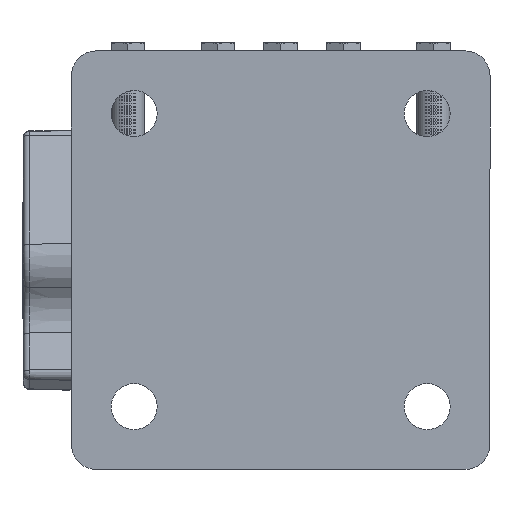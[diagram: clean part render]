
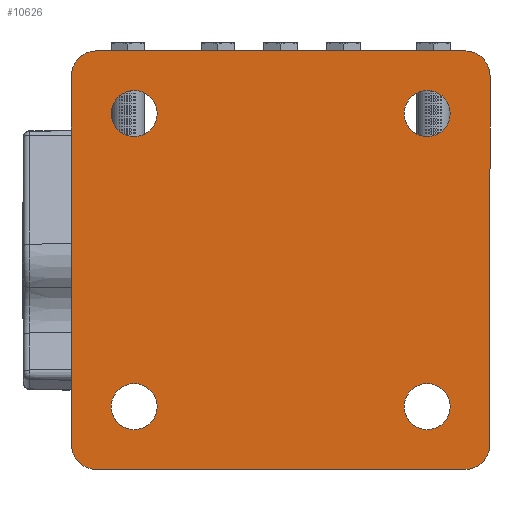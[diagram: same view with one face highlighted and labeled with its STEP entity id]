
A CAD part, front view. The second image highlights one B-rep face of the part: STEP entity #10626.
In plain terms, the highlighted planar face has unit normal (0, -1, 0).
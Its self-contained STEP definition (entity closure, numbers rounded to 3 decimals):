
#413 = EDGE_CURVE ( 'NONE', #4577, #3339, #12529, .T. ) ;
#424 = DIRECTION ( 'NONE',  ( 0., 0., 1. ) ) ;
#683 = DIRECTION ( 'NONE',  ( 0., 0., 1. ) ) ;
#777 = VERTEX_POINT ( 'NONE', #3617 ) ;
#827 = CARTESIAN_POINT ( 'NONE',  ( 44., 0., -50. ) ) ;
#835 = ORIENTED_EDGE ( 'NONE', *, *, #23370, .T. ) ;
#875 = AXIS2_PLACEMENT_3D ( 'NONE', #30314, #5354, #683 ) ;
#965 = EDGE_CURVE ( 'NONE', #24056, #21820, #27110, .T. ) ;
#967 = ORIENTED_EDGE ( 'NONE', *, *, #10208, .T. ) ;
#1256 = EDGE_CURVE ( 'NONE', #28414, #30798, #19060, .T. ) ;
#1332 = AXIS2_PLACEMENT_3D ( 'NONE', #6947, #29005, #16759 ) ;
#1454 = DIRECTION ( 'NONE',  ( 0., 0., 1. ) ) ;
#1582 = ORIENTED_EDGE ( 'NONE', *, *, #965, .F. ) ;
#1637 = PLANE ( 'NONE',  #1332 ) ;
#1772 = DIRECTION ( 'NONE',  ( 0., -1., 0. ) ) ;
#1876 = EDGE_CURVE ( 'NONE', #21167, #30798, #12094, .T. ) ;
#1994 = ORIENTED_EDGE ( 'NONE', *, *, #10533, .T. ) ;
#2751 = ORIENTED_EDGE ( 'NONE', *, *, #5807, .T. ) ;
#2857 = VECTOR ( 'NONE', #18881, 1000. ) ;
#2871 = EDGE_CURVE ( 'NONE', #777, #24768, #11291, .T. ) ;
#3102 = ORIENTED_EDGE ( 'NONE', *, *, #19019, .T. ) ;
#3339 = VERTEX_POINT ( 'NONE', #21696 ) ;
#3617 = CARTESIAN_POINT ( 'NONE',  ( -50., 0., -44. ) ) ;
#4169 = CARTESIAN_POINT ( 'NONE',  ( -44., 0., -44. ) ) ;
#4246 = CARTESIAN_POINT ( 'NONE',  ( -50., 0., 50. ) ) ;
#4487 = ORIENTED_EDGE ( 'NONE', *, *, #6518, .T. ) ;
#4577 = VERTEX_POINT ( 'NONE', #26386 ) ;
#4583 = VERTEX_POINT ( 'NONE', #19110 ) ;
#5354 = DIRECTION ( 'NONE',  ( 0., 1., 0. ) ) ;
#5462 = VECTOR ( 'NONE', #13493, 1000. ) ;
#5807 = EDGE_CURVE ( 'NONE', #24056, #16168, #30016, .T. ) ;
#6517 = ORIENTED_EDGE ( 'NONE', *, *, #1256, .F. ) ;
#6518 = EDGE_CURVE ( 'NONE', #15137, #30943, #23466, .T. ) ;
#6648 = CARTESIAN_POINT ( 'NONE',  ( 35., 0., -35. ) ) ;
#6947 = CARTESIAN_POINT ( 'NONE',  ( 0., 0., 0. ) ) ;
#7311 = CARTESIAN_POINT ( 'NONE',  ( -44., 0., 44. ) ) ;
#7359 = CIRCLE ( 'NONE', #31685, 5.5 ) ;
#8057 = ORIENTED_EDGE ( 'NONE', *, *, #31265, .T. ) ;
#8080 = DIRECTION ( 'NONE',  ( 0., 1., 0. ) ) ;
#8328 = EDGE_CURVE ( 'NONE', #10744, #11049, #12212, .T. ) ;
#8541 = ORIENTED_EDGE ( 'NONE', *, *, #8328, .T. ) ;
#9167 = ORIENTED_EDGE ( 'NONE', *, *, #17301, .F. ) ;
#9438 = DIRECTION ( 'NONE',  ( 0., 0., 1. ) ) ;
#10025 = EDGE_LOOP ( 'NONE', ( #22526, #14487, #9167, #11790, #6517, #8057, #1582, #2751 ) ) ;
#10082 = VERTEX_POINT ( 'NONE', #22197 ) ;
#10188 = EDGE_LOOP ( 'NONE', ( #835, #967 ) ) ;
#10208 = EDGE_CURVE ( 'NONE', #4583, #10082, #7359, .T. ) ;
#10533 = EDGE_CURVE ( 'NONE', #3339, #4577, #23513, .T. ) ;
#10626 = ADVANCED_FACE ( 'NONE', ( #15830, #21204, #25053, #10818, #20850 ), #1637, .F. ) ;
#10744 = VERTEX_POINT ( 'NONE', #15012 ) ;
#10798 = CARTESIAN_POINT ( 'NONE',  ( -50., 0., -50. ) ) ;
#10818 = FACE_BOUND ( 'NONE', #13084, .T. ) ;
#11049 = VERTEX_POINT ( 'NONE', #24936 ) ;
#11143 = DIRECTION ( 'NONE',  ( 1., 0., 0. ) ) ;
#11203 = AXIS2_PLACEMENT_3D ( 'NONE', #7311, #13019, #22818 ) ;
#11291 = CIRCLE ( 'NONE', #21080, 6. ) ;
#11411 = AXIS2_PLACEMENT_3D ( 'NONE', #28314, #29044, #14228 ) ;
#11429 = CARTESIAN_POINT ( 'NONE',  ( 44., 0., -44. ) ) ;
#11790 = ORIENTED_EDGE ( 'NONE', *, *, #1876, .T. ) ;
#11927 = DIRECTION ( 'NONE',  ( -1., 0., 0. ) ) ;
#12094 = CIRCLE ( 'NONE', #15877, 6. ) ;
#12129 = EDGE_LOOP ( 'NONE', ( #8541, #3102 ) ) ;
#12212 = CIRCLE ( 'NONE', #14971, 5.5 ) ;
#12529 = CIRCLE ( 'NONE', #21588, 5.5 ) ;
#13019 = DIRECTION ( 'NONE',  ( 0., -1., 0. ) ) ;
#13075 = CIRCLE ( 'NONE', #26115, 6. ) ;
#13084 = EDGE_LOOP ( 'NONE', ( #17958, #1994 ) ) ;
#13493 = DIRECTION ( 'NONE',  ( 0., 0., 1. ) ) ;
#13634 = CARTESIAN_POINT ( 'NONE',  ( 50., 0., -44. ) ) ;
#14095 = CARTESIAN_POINT ( 'NONE',  ( 44., 0., 50. ) ) ;
#14228 = DIRECTION ( 'NONE',  ( 0., 0., 1. ) ) ;
#14288 = DIRECTION ( 'NONE',  ( 0., 1., 0. ) ) ;
#14362 = CARTESIAN_POINT ( 'NONE',  ( 50., 0., 44. ) ) ;
#14487 = ORIENTED_EDGE ( 'NONE', *, *, #2871, .T. ) ;
#14647 = CARTESIAN_POINT ( 'NONE',  ( -50., 0., 44. ) ) ;
#14971 = AXIS2_PLACEMENT_3D ( 'NONE', #22648, #25120, #17805 ) ;
#15012 = CARTESIAN_POINT ( 'NONE',  ( -35., 0., 29.5 ) ) ;
#15137 = VERTEX_POINT ( 'NONE', #27273 ) ;
#15210 = DIRECTION ( 'NONE',  ( 0., -1., 0. ) ) ;
#15830 = FACE_BOUND ( 'NONE', #12129, .T. ) ;
#15877 = AXIS2_PLACEMENT_3D ( 'NONE', #11429, #15959, #20815 ) ;
#15959 = DIRECTION ( 'NONE',  ( 0., -1., 0. ) ) ;
#16168 = VERTEX_POINT ( 'NONE', #14647 ) ;
#16759 = DIRECTION ( 'NONE',  ( 0., 0., 1. ) ) ;
#16852 = CARTESIAN_POINT ( 'NONE',  ( -44., 0., -50. ) ) ;
#17057 = CARTESIAN_POINT ( 'NONE',  ( 35., 0., 29.5 ) ) ;
#17095 = AXIS2_PLACEMENT_3D ( 'NONE', #20375, #8080, #22523 ) ;
#17301 = EDGE_CURVE ( 'NONE', #21167, #24768, #17446, .T. ) ;
#17446 = LINE ( 'NONE', #28731, #19384 ) ;
#17805 = DIRECTION ( 'NONE',  ( 0., 0., 1. ) ) ;
#17958 = ORIENTED_EDGE ( 'NONE', *, *, #413, .T. ) ;
#18344 = CIRCLE ( 'NONE', #17095, 5.5 ) ;
#18448 = EDGE_CURVE ( 'NONE', #777, #16168, #21271, .T. ) ;
#18517 = DIRECTION ( 'NONE',  ( 0., 1., 0. ) ) ;
#18881 = DIRECTION ( 'NONE',  ( 0., 0., -1. ) ) ;
#19019 = EDGE_CURVE ( 'NONE', #11049, #10744, #28912, .T. ) ;
#19060 = LINE ( 'NONE', #28538, #2857 ) ;
#19110 = CARTESIAN_POINT ( 'NONE',  ( -35., 0., -29.5 ) ) ;
#19384 = VECTOR ( 'NONE', #11927, 1000. ) ;
#20375 = CARTESIAN_POINT ( 'NONE',  ( -35., 0., -35. ) ) ;
#20587 = AXIS2_PLACEMENT_3D ( 'NONE', #31054, #14288, #31255 ) ;
#20815 = DIRECTION ( 'NONE',  ( 0., 0., 1. ) ) ;
#20850 = FACE_BOUND ( 'NONE', #31876, .T. ) ;
#20990 = CARTESIAN_POINT ( 'NONE',  ( -44., 0., 50. ) ) ;
#20991 = VECTOR ( 'NONE', #11143, 1000. ) ;
#21080 = AXIS2_PLACEMENT_3D ( 'NONE', #4169, #1772, #9438 ) ;
#21167 = VERTEX_POINT ( 'NONE', #827 ) ;
#21204 = FACE_BOUND ( 'NONE', #10188, .T. ) ;
#21271 = LINE ( 'NONE', #10798, #5462 ) ;
#21588 = AXIS2_PLACEMENT_3D ( 'NONE', #6648, #31290, #21746 ) ;
#21696 = CARTESIAN_POINT ( 'NONE',  ( 35., 0., -29.5 ) ) ;
#21746 = DIRECTION ( 'NONE',  ( 0., 0., 1. ) ) ;
#21820 = VERTEX_POINT ( 'NONE', #14095 ) ;
#22197 = CARTESIAN_POINT ( 'NONE',  ( -35., 0., -40.5 ) ) ;
#22523 = DIRECTION ( 'NONE',  ( 0., 0., 1. ) ) ;
#22526 = ORIENTED_EDGE ( 'NONE', *, *, #18448, .F. ) ;
#22648 = CARTESIAN_POINT ( 'NONE',  ( -35., 0., 35. ) ) ;
#22818 = DIRECTION ( 'NONE',  ( 0., 0., 1. ) ) ;
#23349 = CIRCLE ( 'NONE', #27863, 5.5 ) ;
#23370 = EDGE_CURVE ( 'NONE', #10082, #4583, #18344, .T. ) ;
#23466 = CIRCLE ( 'NONE', #875, 5.5 ) ;
#23513 = CIRCLE ( 'NONE', #20587, 5.5 ) ;
#23568 = CARTESIAN_POINT ( 'NONE',  ( 35., 0., 35. ) ) ;
#23777 = DIRECTION ( 'NONE',  ( 0., 1., 0. ) ) ;
#24056 = VERTEX_POINT ( 'NONE', #20990 ) ;
#24768 = VERTEX_POINT ( 'NONE', #16852 ) ;
#24936 = CARTESIAN_POINT ( 'NONE',  ( -35., 0., 40.5 ) ) ;
#25053 = FACE_OUTER_BOUND ( 'NONE', #10025, .T. ) ;
#25120 = DIRECTION ( 'NONE',  ( 0., 1., 0. ) ) ;
#26115 = AXIS2_PLACEMENT_3D ( 'NONE', #27782, #15210, #424 ) ;
#26386 = CARTESIAN_POINT ( 'NONE',  ( 35., 0., -40.5 ) ) ;
#26990 = EDGE_CURVE ( 'NONE', #30943, #15137, #23349, .T. ) ;
#27110 = LINE ( 'NONE', #4246, #20991 ) ;
#27273 = CARTESIAN_POINT ( 'NONE',  ( 35., 0., 40.5 ) ) ;
#27437 = ORIENTED_EDGE ( 'NONE', *, *, #26990, .T. ) ;
#27782 = CARTESIAN_POINT ( 'NONE',  ( 44., 0., 44. ) ) ;
#27863 = AXIS2_PLACEMENT_3D ( 'NONE', #23568, #23777, #1454 ) ;
#28314 = CARTESIAN_POINT ( 'NONE',  ( -35., 0., 35. ) ) ;
#28414 = VERTEX_POINT ( 'NONE', #14362 ) ;
#28538 = CARTESIAN_POINT ( 'NONE',  ( 50., 0., -50. ) ) ;
#28731 = CARTESIAN_POINT ( 'NONE',  ( -50., 0., -50. ) ) ;
#28912 = CIRCLE ( 'NONE', #11411, 5.5 ) ;
#29005 = DIRECTION ( 'NONE',  ( 0., 1., 0. ) ) ;
#29044 = DIRECTION ( 'NONE',  ( 0., 1., 0. ) ) ;
#30016 = CIRCLE ( 'NONE', #11203, 6. ) ;
#30314 = CARTESIAN_POINT ( 'NONE',  ( 35., 0., 35. ) ) ;
#30669 = CARTESIAN_POINT ( 'NONE',  ( -35., 0., -35. ) ) ;
#30774 = DIRECTION ( 'NONE',  ( 0., 0., 1. ) ) ;
#30798 = VERTEX_POINT ( 'NONE', #13634 ) ;
#30943 = VERTEX_POINT ( 'NONE', #17057 ) ;
#31054 = CARTESIAN_POINT ( 'NONE',  ( 35., 0., -35. ) ) ;
#31255 = DIRECTION ( 'NONE',  ( 0., 0., 1. ) ) ;
#31265 = EDGE_CURVE ( 'NONE', #28414, #21820, #13075, .T. ) ;
#31290 = DIRECTION ( 'NONE',  ( 0., 1., 0. ) ) ;
#31685 = AXIS2_PLACEMENT_3D ( 'NONE', #30669, #18517, #30774 ) ;
#31876 = EDGE_LOOP ( 'NONE', ( #27437, #4487 ) ) ;
